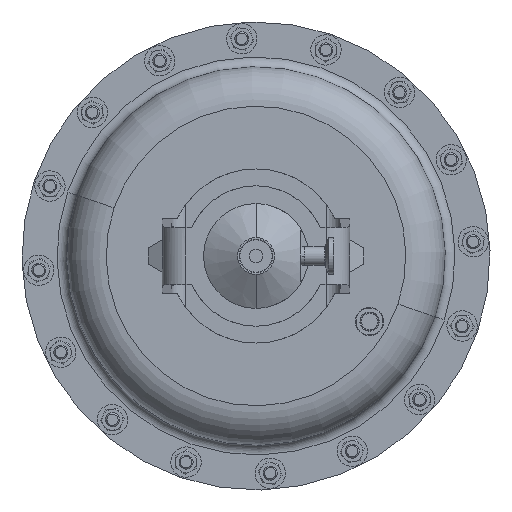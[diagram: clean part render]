
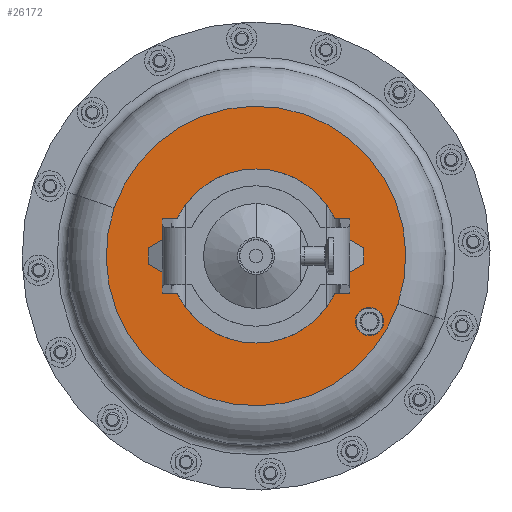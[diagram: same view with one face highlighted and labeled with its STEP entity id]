
A CAD part, front view. The second image highlights one B-rep face of the part: STEP entity #26172.
In plain terms, the highlighted planar face has unit normal (0, -1, 0).
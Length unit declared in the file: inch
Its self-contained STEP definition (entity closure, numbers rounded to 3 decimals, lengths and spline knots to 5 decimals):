
#39 = CARTESIAN_POINT ( 'NONE',  ( 3.03109, 8.578, -1.75 ) ) ;
#302 = ORIENTED_EDGE ( 'NONE', *, *, #22139, .F. ) ;
#457 = ORIENTED_EDGE ( 'NONE', *, *, #9812, .F. ) ;
#1304 = CARTESIAN_POINT ( 'NONE',  ( 0., 8.578, 0. ) ) ;
#1953 = FACE_BOUND ( 'NONE', #13686, .T. ) ;
#2120 = CIRCLE ( 'NONE', #18017, 0.375 ) ;
#2136 = DIRECTION ( 'NONE',  ( 0., 1., 0. ) ) ;
#2245 = CARTESIAN_POINT ( 'NONE',  ( 3.03109, 8.578, -1.75 ) ) ;
#2447 = ORIENTED_EDGE ( 'NONE', *, *, #6280, .T. ) ;
#3449 = EDGE_CURVE ( 'NONE', #11048, #16324, #2120, .T. ) ;
#3836 = DIRECTION ( 'NONE',  ( 0., 1., 0. ) ) ;
#4174 = VERTEX_POINT ( 'NONE', #17799 ) ;
#5826 = ORIENTED_EDGE ( 'NONE', *, *, #3449, .T. ) ;
#5879 = VERTEX_POINT ( 'NONE', #28351 ) ;
#6038 = DIRECTION ( 'NONE',  ( 0.947, 0., -0.321 ) ) ;
#6280 = EDGE_CURVE ( 'NONE', #16324, #11048, #24096, .T. ) ;
#7306 = DIRECTION ( 'NONE',  ( 0.249, 0., -0.969 ) ) ;
#8253 = CARTESIAN_POINT ( 'NONE',  ( 0., 8.578, 0. ) ) ;
#8453 = EDGE_CURVE ( 'NONE', #12079, #4174, #25500, .T. ) ;
#9812 = EDGE_CURVE ( 'NONE', #5879, #22764, #18271, .T. ) ;
#10891 = CIRCLE ( 'NONE', #25102, 2.325 ) ;
#11048 = VERTEX_POINT ( 'NONE', #30691 ) ;
#12079 = VERTEX_POINT ( 'NONE', #30090 ) ;
#13107 = DIRECTION ( 'NONE',  ( 0., -1., 0. ) ) ;
#13686 = EDGE_LOOP ( 'NONE', ( #2447, #5826 ) ) ;
#13752 = CARTESIAN_POINT ( 'NONE',  ( 3.1244, 8.578, -2.11321 ) ) ;
#14004 = FACE_OUTER_BOUND ( 'NONE', #17746, .T. ) ;
#14957 = EDGE_CURVE ( 'NONE', #22764, #5879, #20016, .T. ) ;
#15855 = CARTESIAN_POINT ( 'NONE',  ( -3.78772, 8.578, 1.28576 ) ) ;
#16019 = ORIENTED_EDGE ( 'NONE', *, *, #14957, .F. ) ;
#16245 = DIRECTION ( 'NONE',  ( 0., 0., -1. ) ) ;
#16324 = VERTEX_POINT ( 'NONE', #13752 ) ;
#16935 = DIRECTION ( 'NONE',  ( 0., 1., 0. ) ) ;
#17002 = DIRECTION ( 'NONE',  ( 0., -1., 0. ) ) ;
#17666 = CARTESIAN_POINT ( 'NONE',  ( -1.28576, 8.578, -3.78772 ) ) ;
#17746 = EDGE_LOOP ( 'NONE', ( #457, #16019 ) ) ;
#17799 = CARTESIAN_POINT ( 'NONE',  ( 0., 8.578, 2.325 ) ) ;
#18017 = AXIS2_PLACEMENT_3D ( 'NONE', #2245, #2136, #23686 ) ;
#18116 = EDGE_LOOP ( 'NONE', ( #26213, #302 ) ) ;
#18271 = CIRCLE ( 'NONE', #20202, 4. ) ;
#18467 = CARTESIAN_POINT ( 'NONE',  ( 0., 8.578, 0. ) ) ;
#19377 = AXIS2_PLACEMENT_3D ( 'NONE', #8253, #20229, #25186 ) ;
#20016 = CIRCLE ( 'NONE', #27387, 4. ) ;
#20202 = AXIS2_PLACEMENT_3D ( 'NONE', #1304, #3836, #6038 ) ;
#20229 = DIRECTION ( 'NONE',  ( 0., -1., 0. ) ) ;
#22000 = FACE_BOUND ( 'NONE', #18116, .T. ) ;
#22139 = EDGE_CURVE ( 'NONE', #4174, #12079, #10891, .T. ) ;
#22764 = VERTEX_POINT ( 'NONE', #15855 ) ;
#22853 = PLANE ( 'NONE',  #23382 ) ;
#23382 = AXIS2_PLACEMENT_3D ( 'NONE', #17666, #13107, #29714 ) ;
#23686 = DIRECTION ( 'NONE',  ( 0.249, 0., -0.969 ) ) ;
#24096 = CIRCLE ( 'NONE', #30852, 0.375 ) ;
#25102 = AXIS2_PLACEMENT_3D ( 'NONE', #25901, #17002, #16245 ) ;
#25186 = DIRECTION ( 'NONE',  ( 0., 0., -1. ) ) ;
#25500 = CIRCLE ( 'NONE', #19377, 2.325 ) ;
#25762 = DIRECTION ( 'NONE',  ( 0.947, 0., -0.321 ) ) ;
#25901 = CARTESIAN_POINT ( 'NONE',  ( 0., 8.578, 0. ) ) ;
#25970 = DIRECTION ( 'NONE',  ( 0., 1., 0. ) ) ;
#26172 = ADVANCED_FACE ( 'NONE', ( #22000, #14004, #1953 ), #22853, .T. ) ;
#26213 = ORIENTED_EDGE ( 'NONE', *, *, #8453, .F. ) ;
#27387 = AXIS2_PLACEMENT_3D ( 'NONE', #18467, #25970, #25762 ) ;
#28351 = CARTESIAN_POINT ( 'NONE',  ( 3.78772, 8.578, -1.28576 ) ) ;
#29714 = DIRECTION ( 'NONE',  ( -0.947, 0., 0.321 ) ) ;
#30090 = CARTESIAN_POINT ( 'NONE',  ( 0., 8.578, -2.325 ) ) ;
#30691 = CARTESIAN_POINT ( 'NONE',  ( 2.93778, 8.578, -1.38679 ) ) ;
#30852 = AXIS2_PLACEMENT_3D ( 'NONE', #39, #16935, #7306 ) ;
